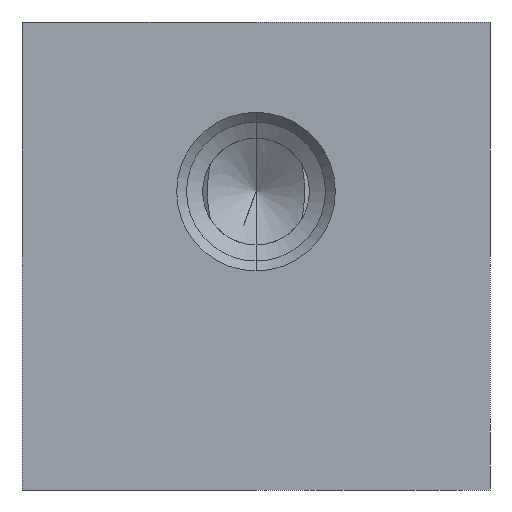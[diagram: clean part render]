
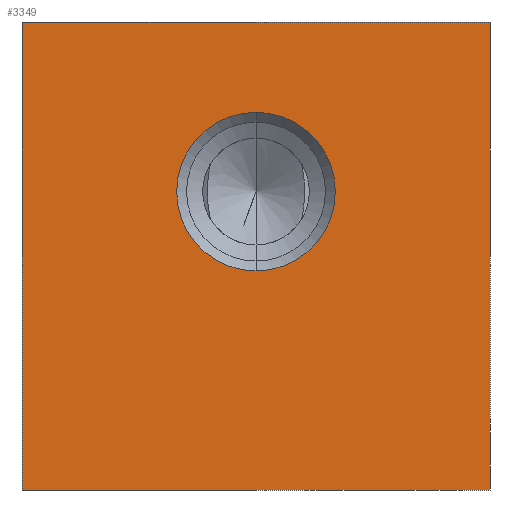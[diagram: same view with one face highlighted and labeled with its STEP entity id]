
A CAD part, left-side view. The second image highlights one B-rep face of the part: STEP entity #3349.
In plain terms, the highlighted planar face has unit normal (-1, 0, 0).
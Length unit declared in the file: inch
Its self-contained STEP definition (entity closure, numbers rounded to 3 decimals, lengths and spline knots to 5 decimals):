
#1=DIRECTION('',(0.,-1.,0.));
#2=VECTOR('',#1,5.);
#3=CARTESIAN_POINT('',(0.,0.,0.));
#4=LINE('',#3,#2);
#37=DIRECTION('',(0.,0.,1.));
#38=VECTOR('',#37,5.);
#39=CARTESIAN_POINT('',(0.,0.,0.));
#40=LINE('',#39,#38);
#41=CARTESIAN_POINT('',(0.,-2.5,3.188));
#42=DIRECTION('',(1.,0.,0.));
#43=DIRECTION('',(0.,0.,-1.));
#44=AXIS2_PLACEMENT_3D('',#41,#42,#43);
#46=CARTESIAN_POINT('',(0.,-2.5,3.188));
#47=DIRECTION('',(1.,0.,0.));
#48=DIRECTION('',(0.,0.,1.));
#49=AXIS2_PLACEMENT_3D('',#46,#47,#48);
#99=DIRECTION('',(0.,0.,1.));
#100=VECTOR('',#99,5.);
#101=CARTESIAN_POINT('',(0.,-5.,0.));
#102=LINE('',#101,#100);
#123=DIRECTION('',(0.,-1.,0.));
#124=VECTOR('',#123,5.);
#125=CARTESIAN_POINT('',(0.,0.,5.));
#126=LINE('',#125,#124);
#2925=CARTESIAN_POINT('',(0.,0.,0.));
#2926=CARTESIAN_POINT('',(0.,-5.,0.));
#2927=VERTEX_POINT('',#2925);
#2928=VERTEX_POINT('',#2926);
#2933=CARTESIAN_POINT('',(0.,0.,5.));
#2934=CARTESIAN_POINT('',(0.,-5.,5.));
#2935=VERTEX_POINT('',#2933);
#2936=VERTEX_POINT('',#2934);
#3127=CARTESIAN_POINT('',(0.,-2.5,4.0355));
#3128=VERTEX_POINT('',#3127);
#3129=CARTESIAN_POINT('',(0.,-2.5,2.3405));
#3130=VERTEX_POINT('',#3129);
#3329=CARTESIAN_POINT('',(0.,0.,0.));
#3330=DIRECTION('',(-1.,0.,0.));
#3331=DIRECTION('',(0.,-1.,0.));
#3332=AXIS2_PLACEMENT_3D('',#3329,#3330,#3331);
#3333=PLANE('',#3332);
#3334=ORIENTED_EDGE('',*,*,#3306,.F.);
#3336=ORIENTED_EDGE('',*,*,#3335,.T.);
#3338=ORIENTED_EDGE('',*,*,#3337,.T.);
#3340=ORIENTED_EDGE('',*,*,#3339,.F.);
#3341=EDGE_LOOP('',(#3334,#3336,#3338,#3340));
#3342=FACE_OUTER_BOUND('',#3341,.F.);
#3344=ORIENTED_EDGE('',*,*,#3343,.F.);
#3346=ORIENTED_EDGE('',*,*,#3345,.F.);
#3347=EDGE_LOOP('',(#3344,#3346));
#3348=FACE_BOUND('',#3347,.F.);
#3349=ADVANCED_FACE('',(#3342,#3348),#3333,.T.);
#45=CIRCLE('',#44,0.8475);
#50=CIRCLE('',#49,0.8475);
#3306=EDGE_CURVE('',#2927,#2928,#4,.T.);
#3335=EDGE_CURVE('',#2927,#2935,#40,.T.);
#3337=EDGE_CURVE('',#2935,#2936,#126,.T.);
#3339=EDGE_CURVE('',#2928,#2936,#102,.T.);
#3343=EDGE_CURVE('',#3130,#3128,#45,.T.);
#3345=EDGE_CURVE('',#3128,#3130,#50,.T.);
